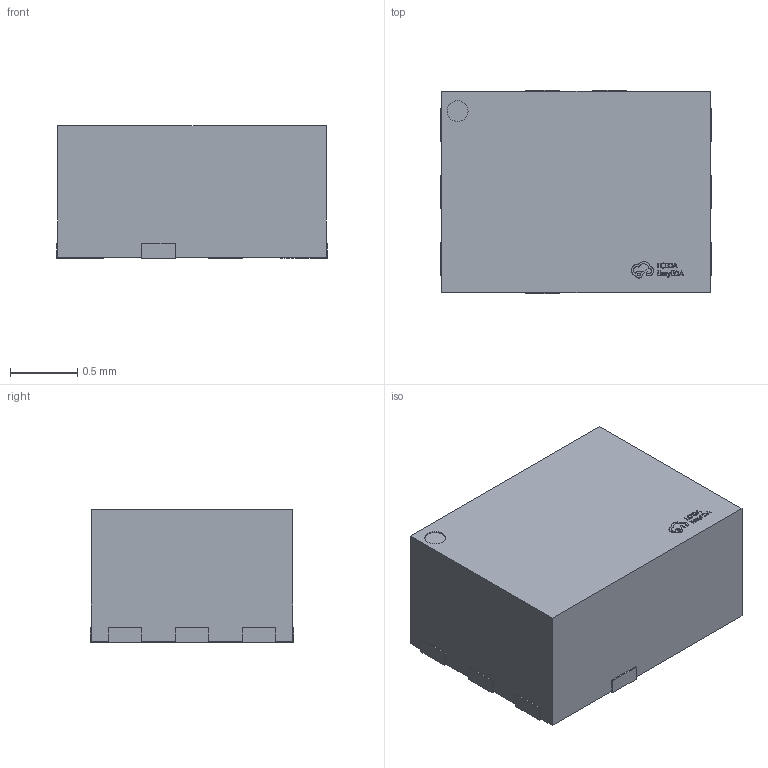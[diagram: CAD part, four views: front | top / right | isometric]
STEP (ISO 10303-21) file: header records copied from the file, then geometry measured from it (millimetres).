
FILE_DESCRIPTION (( 'STEP AP214' ), '1' );
FILE_NAME ('VQFN-HR-9_2.0-W1.5-P0.5-TL_TI_RQF0009A.step', '2022-07-15T04:20:37', ( '' ), ( '' ), 'SwSTEP 2.0', 'SolidWorks 2020', '' );
FILE_SCHEMA (( 'AUTOMOTIVE_DESIGN' ));
Length unit declared in the file: millimetre
Products named in the file (1): VQFN-HR-9_2.0-W1.5-P0.5-TL_TI_RQF0009A
Bounding box: 2.02 x 1.52 x 0.99 mm (x, y, z)
Volume: 3 mm3; surface area: 13.1 mm2
Topology: 14 solids, 14 shells, 370 faces, 1002 edges, 668 vertices
Faces by surface type: plane 240, bspline 112, cylinder 18
Entity records: 16979 total; most frequent: CARTESIAN_POINT 4145, ORIENTED_EDGE 2004, DIRECTION 1328, EDGE_CURVE 1002, LINE 738, VECTOR 738, VERTEX_POINT 668, EDGE_LOOP 390
